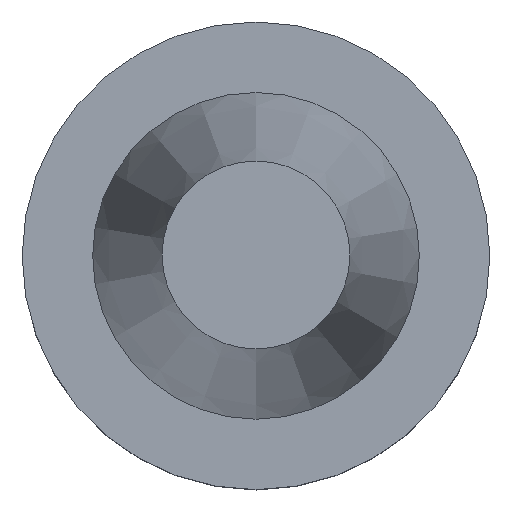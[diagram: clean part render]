
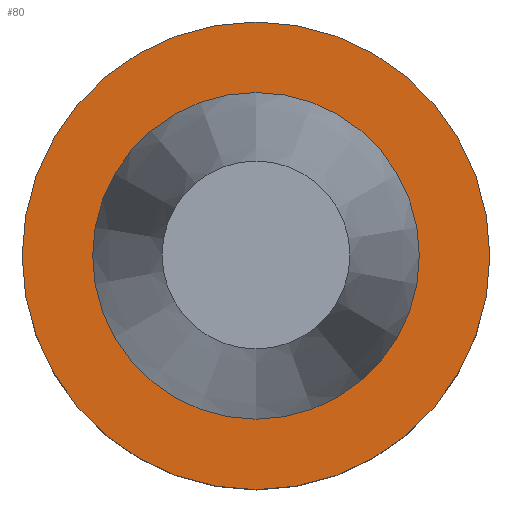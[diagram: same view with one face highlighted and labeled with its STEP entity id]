
A CAD part, top view. The second image highlights one B-rep face of the part: STEP entity #80.
In plain terms, the highlighted planar face has unit normal (0, 0, 1).
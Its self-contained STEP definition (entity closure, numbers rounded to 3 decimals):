
#80=ADVANCED_FACE('',(#103,#104),#105,.T.);
#103=FACE_OUTER_BOUND('',#143,.T.);
#104=FACE_BOUND('',#144,.T.);
#105=PLANE('',#145);
#143=EDGE_LOOP('',(#193));
#144=EDGE_LOOP('',(#194));
#145=AXIS2_PLACEMENT_3D('',#195,#196,#197);
#193=ORIENTED_EDGE('',*,*,#243,.F.);
#194=ORIENTED_EDGE('',*,*,#242,.T.);
#195=CARTESIAN_POINT('',(0.,42.463,-1.5));
#196=DIRECTION('',(0.,0.,1.0));
#197=DIRECTION('',(0.,-1.0,0.));
#242=EDGE_CURVE('',#259,#259,#260,.T.);
#243=EDGE_CURVE('',#261,#261,#262,.T.);
#259=VERTEX_POINT('',#285);
#260=CIRCLE('',#286,34.925);
#261=VERTEX_POINT('',#287);
#262=CIRCLE('',#288,50.);
#285=CARTESIAN_POINT('',(0.,34.925,-1.5));
#286=AXIS2_PLACEMENT_3D('',#315,#316,#317);
#287=CARTESIAN_POINT('',(0.,50.,-1.5));
#288=AXIS2_PLACEMENT_3D('',#318,#319,#320);
#315=CARTESIAN_POINT('',(0.,0.,-1.5));
#316=DIRECTION('',(0.,0.,-1.0));
#317=DIRECTION('',(0.,1.0,0.));
#318=CARTESIAN_POINT('',(0.,0.,-1.5));
#319=DIRECTION('',(0.,0.,-1.0));
#320=DIRECTION('',(0.,1.0,0.));
